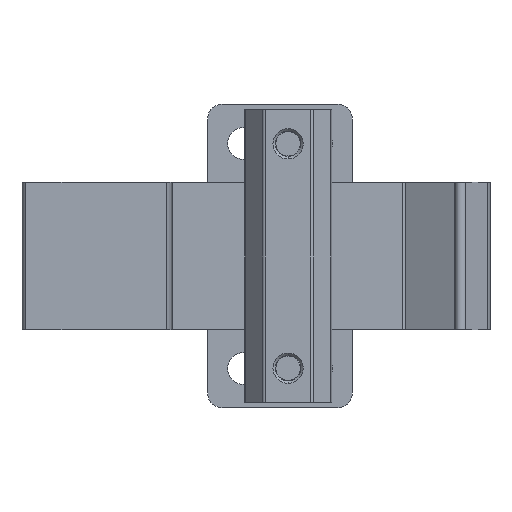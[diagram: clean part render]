
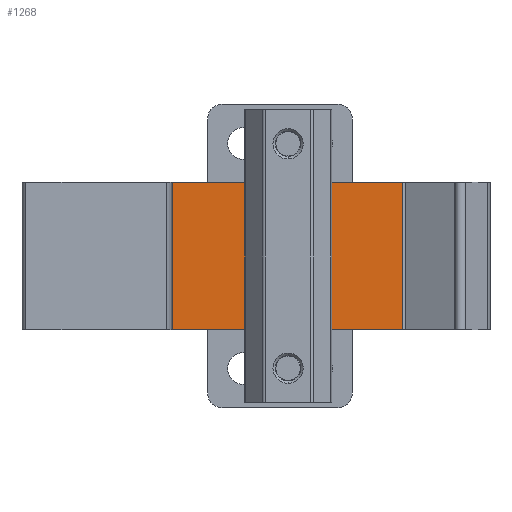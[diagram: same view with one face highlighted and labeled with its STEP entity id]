
A CAD part, front view. The second image highlights one B-rep face of the part: STEP entity #1268.
In plain terms, the highlighted planar face has unit normal (0, -1, 0).
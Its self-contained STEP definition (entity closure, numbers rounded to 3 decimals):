
#689 = CARTESIAN_POINT ( 'NONE',  ( -23.7, 0., -15.075 ) ) ;
#925 = FACE_OUTER_BOUND ( 'NONE', #982, .T. ) ;
#954 = VECTOR ( 'NONE', #2822, 1000. ) ;
#982 = EDGE_LOOP ( 'NONE', ( #3856, #3547, #3799, #1715 ) ) ;
#1268 = ADVANCED_FACE ( 'NONE', ( #925 ), #3126, .F. ) ;
#1433 = LINE ( 'NONE', #1486, #954 ) ;
#1486 = CARTESIAN_POINT ( 'NONE',  ( 23.5, 0., 15.075 ) ) ;
#1624 = EDGE_CURVE ( 'NONE', #2692, #5043, #1433, .T. ) ;
#1715 = ORIENTED_EDGE ( 'NONE', *, *, #1624, .T. ) ;
#1959 = VECTOR ( 'NONE', #2006, 1000. ) ;
#2006 = DIRECTION ( 'NONE',  ( 0., 0., -1. ) ) ;
#2275 = VERTEX_POINT ( 'NONE', #5505 ) ;
#2344 = DIRECTION ( 'NONE',  ( 0., 1., 0. ) ) ;
#2599 = CARTESIAN_POINT ( 'NONE',  ( 23.5, 0., -15.075 ) ) ;
#2692 = VERTEX_POINT ( 'NONE', #2599 ) ;
#2735 = LINE ( 'NONE', #5101, #3366 ) ;
#2748 = LINE ( 'NONE', #4922, #4062 ) ;
#2822 = DIRECTION ( 'NONE',  ( 0., 0., 1. ) ) ;
#3007 = VERTEX_POINT ( 'NONE', #689 ) ;
#3126 = PLANE ( 'NONE',  #5476 ) ;
#3183 = CARTESIAN_POINT ( 'NONE',  ( -24., 0., 15.075 ) ) ;
#3366 = VECTOR ( 'NONE', #5068, 1000. ) ;
#3547 = ORIENTED_EDGE ( 'NONE', *, *, #4434, .T. ) ;
#3578 = DIRECTION ( 'NONE',  ( 1., 0., 0. ) ) ;
#3799 = ORIENTED_EDGE ( 'NONE', *, *, #3970, .T. ) ;
#3856 = ORIENTED_EDGE ( 'NONE', *, *, #4748, .F. ) ;
#3970 = EDGE_CURVE ( 'NONE', #3007, #2692, #2735, .T. ) ;
#4062 = VECTOR ( 'NONE', #3578, 1000. ) ;
#4325 = CARTESIAN_POINT ( 'NONE',  ( 23.5, 0., 15.075 ) ) ;
#4434 = EDGE_CURVE ( 'NONE', #2275, #3007, #5063, .T. ) ;
#4503 = DIRECTION ( 'NONE',  ( -1., 0., 0. ) ) ;
#4694 = CARTESIAN_POINT ( 'NONE',  ( -23.7, 0., 15.075 ) ) ;
#4748 = EDGE_CURVE ( 'NONE', #2275, #5043, #2748, .T. ) ;
#4922 = CARTESIAN_POINT ( 'NONE',  ( -24., 0., 15.075 ) ) ;
#5043 = VERTEX_POINT ( 'NONE', #4325 ) ;
#5063 = LINE ( 'NONE', #4694, #1959 ) ;
#5068 = DIRECTION ( 'NONE',  ( 1., 0., 0. ) ) ;
#5101 = CARTESIAN_POINT ( 'NONE',  ( -24., 0., -15.075 ) ) ;
#5476 = AXIS2_PLACEMENT_3D ( 'NONE', #3183, #2344, #4503 ) ;
#5505 = CARTESIAN_POINT ( 'NONE',  ( -23.7, 0., 15.075 ) ) ;
